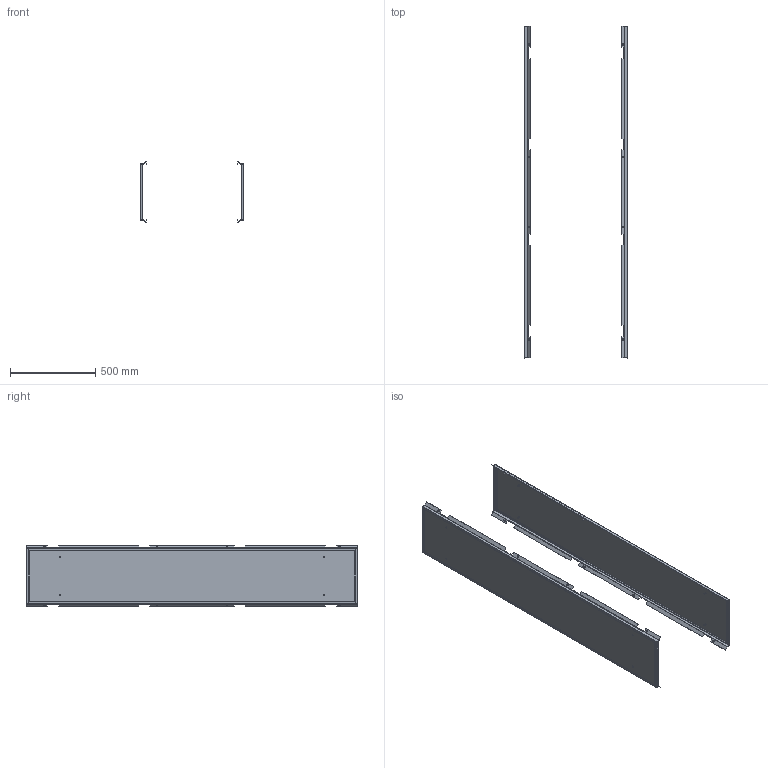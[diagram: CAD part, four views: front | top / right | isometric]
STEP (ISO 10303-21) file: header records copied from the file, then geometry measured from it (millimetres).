
FILE_DESCRIPTION (( 'STEP AP203' ), '1' );
FILE_NAME ('MA1.200.060420.20.00 AleSta-PS204 Áîêîâûå ïàíåëè AleSta 2000x400 (2 øò).STEP', '2024-06-05T15:35:41', ( '' ), ( '' ), 'SwSTEP 2.0', 'SolidWorks 2021', '' );
FILE_SCHEMA (( 'CONFIG_CONTROL_DESIGN' ));
Length unit declared in the file: millimetre
Products named in the file (6): MA1.200.060620.21.01 Ïîëîòíî ñòåíêè áîêîâîé 600õ2000_2000å400; Âèíò ñàìîíàðåçàþùèé ñ ïîòàéíîé ãîëîâêîé Ì5x14 DIN 7500 M TORX, êëàññ ïðî÷íîñòè 8.8, îöèíêîâàííàÿ ñòàëü_Œ5å14; Óïëîòíèòåëü ïàíåëè íèæíåé_  ‚=2000; MA1.200.060620.21.00 Ñòåíêà áîêîâàÿ 600x2000_2000å400; MA1.200.060420.20.00 AleSta-PS204  Áîêîâûå ïàíåëè AleSta 2000x400 (2 øò); Øïèëüêà Ì6õ12_˜¯¨«ìª  Œ6å12
Assembly tree (24 placements, depth 3):
  MA1.200.060420.20.00 AleSta-PS204  Áîêîâûå ïàíåëè AleSta 2000x400 (2 øò)
    MA1.200.060620.21.00 Ñòåíêà áîêîâàÿ 600x2000_2000å400  x2
      MA1.200.060620.21.01 Ïîëîòíî ñòåíêè áîêîâîé 600õ2000_2000å400
      Øïèëüêà Ì6õ12_˜¯¨«ìª  Œ6å12
      Óïëîòíèòåëü ïàíåëè íèæíåé_  ‚=2000
    Âèíò ñàìîíàðåçàþùèé ñ ïîòàéíîé ãîëîâêîé Ì5x14 DIN 7500 M TORX, êëàññ ïðî÷íîñòè 8.8, îöèíêîâàííàÿ ñòàëü_Œ5å14  x16
Bounding box: 606 x 1945 x 360.73 mm (x, y, z)
Volume: 2165750.8 mm3; surface area: 3488668.9 mm2
Topology: 28 solids, 28 shells, 1108 faces, 2764 edges, 1768 vertices
Faces by surface type: cylinder 628, plane 368, cone 80, bspline 16, torus 16
Entity records: 8481 total; most frequent: CARTESIAN_POINT 1690, DIRECTION 1253, ORIENTED_EDGE 1134, EDGE_CURVE 567, AXIS2_PLACEMENT_3D 463, VERTEX_POINT 352, VECTOR 327, LINE 327
